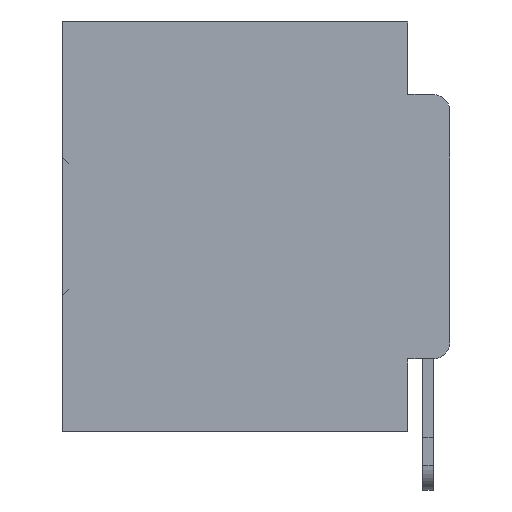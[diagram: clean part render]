
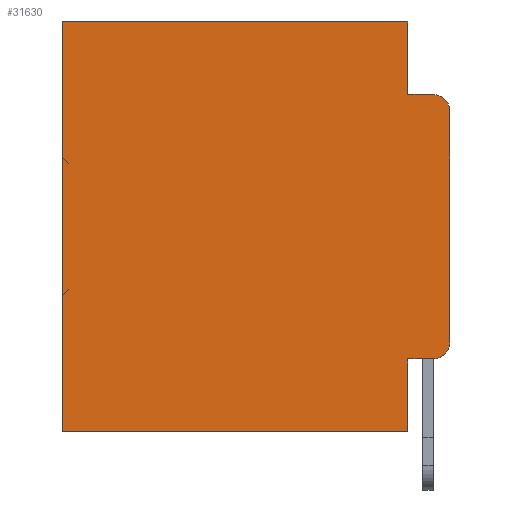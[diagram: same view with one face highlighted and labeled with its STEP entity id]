
A CAD part, left-side view. The second image highlights one B-rep face of the part: STEP entity #31630.
In plain terms, the highlighted planar face has unit normal (-1, 0, 0).
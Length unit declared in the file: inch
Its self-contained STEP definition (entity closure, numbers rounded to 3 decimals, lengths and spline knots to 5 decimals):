
#671 = PLANE ( 'NONE',  #10847 ) ;
#1850 = ORIENTED_EDGE ( 'NONE', *, *, #9821, .T. ) ;
#2185 = VERTEX_POINT ( 'NONE', #2318 ) ;
#2318 = CARTESIAN_POINT ( 'NONE',  ( 0.298, 0.473, 0. ) ) ;
#2410 = VERTEX_POINT ( 'NONE', #15990 ) ;
#3061 = EDGE_CURVE ( 'NONE', #13885, #14369, #34528, .T. ) ;
#3327 = ORIENTED_EDGE ( 'NONE', *, *, #21103, .T. ) ;
#3443 = CARTESIAN_POINT ( 'NONE',  ( 0.298, 0., 0. ) ) ;
#3930 = DIRECTION ( 'NONE',  ( 1., 0., 0. ) ) ;
#4570 = CARTESIAN_POINT ( 'NONE',  ( 0.298, 0.473, -0.5 ) ) ;
#4692 = EDGE_CURVE ( 'NONE', #17093, #36940, #24547, .T. ) ;
#4694 = VECTOR ( 'NONE', #36406, 39.37008 ) ;
#5493 = VECTOR ( 'NONE', #26790, 39.37008 ) ;
#5592 = CARTESIAN_POINT ( 'NONE',  ( 0.298, 0., -0.3915 ) ) ;
#5906 = LINE ( 'NONE', #24236, #13786 ) ;
#6153 = DIRECTION ( 'NONE',  ( 0., 0., -1. ) ) ;
#7012 = DIRECTION ( 'NONE',  ( -1., 0., 0. ) ) ;
#7142 = VERTEX_POINT ( 'NONE', #19020 ) ;
#8150 = CARTESIAN_POINT ( 'NONE',  ( 0.298, 0.02, -0.4115 ) ) ;
#8423 = ORIENTED_EDGE ( 'NONE', *, *, #22349, .F. ) ;
#8683 = LINE ( 'NONE', #18522, #37052 ) ;
#9821 = EDGE_CURVE ( 'NONE', #13885, #19488, #26925, .T. ) ;
#10832 = CARTESIAN_POINT ( 'NONE',  ( 0.298, 0.02, -0.3915 ) ) ;
#10847 = AXIS2_PLACEMENT_3D ( 'NONE', #35325, #3930, #24458 ) ;
#10998 = VECTOR ( 'NONE', #6153, 39.37008 ) ;
#12116 = CARTESIAN_POINT ( 'NONE',  ( 0.298, 0.051, 0. ) ) ;
#12169 = CARTESIAN_POINT ( 'NONE',  ( 0.298, 0.051, -0.5 ) ) ;
#12699 = EDGE_CURVE ( 'NONE', #19117, #2185, #21082, .T. ) ;
#13016 = VECTOR ( 'NONE', #23664, 39.37008 ) ;
#13786 = VECTOR ( 'NONE', #29738, 39.37008 ) ;
#13794 = DIRECTION ( 'NONE',  ( 0., 0., -1. ) ) ;
#13885 = VERTEX_POINT ( 'NONE', #17968 ) ;
#14142 = AXIS2_PLACEMENT_3D ( 'NONE', #10832, #30787, #13794 ) ;
#14369 = VERTEX_POINT ( 'NONE', #5592 ) ;
#15849 = VERTEX_POINT ( 'NONE', #8150 ) ;
#15990 = CARTESIAN_POINT ( 'NONE',  ( 0.298, 0.051, -0.4115 ) ) ;
#17093 = VERTEX_POINT ( 'NONE', #12169 ) ;
#17691 = CARTESIAN_POINT ( 'NONE',  ( 0.298, 0., -0.5 ) ) ;
#17705 = CIRCLE ( 'NONE', #14142, 0.02 ) ;
#17968 = CARTESIAN_POINT ( 'NONE',  ( 0.298, 0., -0.1085 ) ) ;
#18522 = CARTESIAN_POINT ( 'NONE',  ( 0.298, 0.051, 0. ) ) ;
#19020 = CARTESIAN_POINT ( 'NONE',  ( 0.298, 0.051, -0.0885 ) ) ;
#19117 = VERTEX_POINT ( 'NONE', #12116 ) ;
#19413 = LINE ( 'NONE', #25561, #4694 ) ;
#19488 = VERTEX_POINT ( 'NONE', #19986 ) ;
#19986 = CARTESIAN_POINT ( 'NONE',  ( 0.298, 0.02, -0.0885 ) ) ;
#21082 = LINE ( 'NONE', #3443, #5493 ) ;
#21103 = EDGE_CURVE ( 'NONE', #15849, #14369, #17705, .T. ) ;
#21308 = ORIENTED_EDGE ( 'NONE', *, *, #12699, .T. ) ;
#21419 = DIRECTION ( 'NONE',  ( 0., 0., -1. ) ) ;
#21435 = DIRECTION ( 'NONE',  ( 0., 0., -1. ) ) ;
#22349 = EDGE_CURVE ( 'NONE', #2410, #17093, #30781, .T. ) ;
#22481 = AXIS2_PLACEMENT_3D ( 'NONE', #24529, #7012, #27296 ) ;
#23157 = ORIENTED_EDGE ( 'NONE', *, *, #4692, .F. ) ;
#23485 = VECTOR ( 'NONE', #23591, 39.37008 ) ;
#23591 = DIRECTION ( 'NONE',  ( 0., 0., -1. ) ) ;
#23664 = DIRECTION ( 'NONE',  ( 0., 1., 0. ) ) ;
#24200 = CARTESIAN_POINT ( 'NONE',  ( 0.298, 0., 0. ) ) ;
#24236 = CARTESIAN_POINT ( 'NONE',  ( 0.298, 0.051, -0.4115 ) ) ;
#24277 = EDGE_CURVE ( 'NONE', #2185, #36940, #27222, .T. ) ;
#24458 = DIRECTION ( 'NONE',  ( 0., 0., -1. ) ) ;
#24463 = ORIENTED_EDGE ( 'NONE', *, *, #3061, .F. ) ;
#24529 = CARTESIAN_POINT ( 'NONE',  ( 0.298, 0.02, -0.1085 ) ) ;
#24547 = LINE ( 'NONE', #17691, #13016 ) ;
#25455 = EDGE_LOOP ( 'NONE', ( #24463, #1850, #26202, #33470, #21308, #28751, #23157, #8423, #31328, #3327 ) ) ;
#25561 = CARTESIAN_POINT ( 'NONE',  ( 0.298, 0.051, -0.0885 ) ) ;
#26202 = ORIENTED_EDGE ( 'NONE', *, *, #33459, .F. ) ;
#26476 = CARTESIAN_POINT ( 'NONE',  ( 0.298, 0.473, 0. ) ) ;
#26790 = DIRECTION ( 'NONE',  ( 0., 1., 0. ) ) ;
#26925 = CIRCLE ( 'NONE', #22481, 0.02 ) ;
#27222 = LINE ( 'NONE', #26476, #10998 ) ;
#27269 = VECTOR ( 'NONE', #21419, 39.37008 ) ;
#27296 = DIRECTION ( 'NONE',  ( 0., 0., -1. ) ) ;
#28751 = ORIENTED_EDGE ( 'NONE', *, *, #24277, .T. ) ;
#29738 = DIRECTION ( 'NONE',  ( 0., -1., 0. ) ) ;
#30781 = LINE ( 'NONE', #34487, #23485 ) ;
#30787 = DIRECTION ( 'NONE',  ( -1., 0., 0. ) ) ;
#31328 = ORIENTED_EDGE ( 'NONE', *, *, #35943, .T. ) ;
#31612 = EDGE_CURVE ( 'NONE', #19117, #7142, #8683, .T. ) ;
#31630 = ADVANCED_FACE ( 'NONE', ( #36228 ), #671, .F. ) ;
#33459 = EDGE_CURVE ( 'NONE', #7142, #19488, #19413, .T. ) ;
#33470 = ORIENTED_EDGE ( 'NONE', *, *, #31612, .F. ) ;
#34487 = CARTESIAN_POINT ( 'NONE',  ( 0.298, 0.051, 0. ) ) ;
#34528 = LINE ( 'NONE', #24200, #27269 ) ;
#35325 = CARTESIAN_POINT ( 'NONE',  ( 0.298, 0., 0. ) ) ;
#35943 = EDGE_CURVE ( 'NONE', #2410, #15849, #5906, .T. ) ;
#36228 = FACE_OUTER_BOUND ( 'NONE', #25455, .T. ) ;
#36406 = DIRECTION ( 'NONE',  ( 0., -1., 0. ) ) ;
#36940 = VERTEX_POINT ( 'NONE', #4570 ) ;
#37052 = VECTOR ( 'NONE', #21435, 39.37008 ) ;
